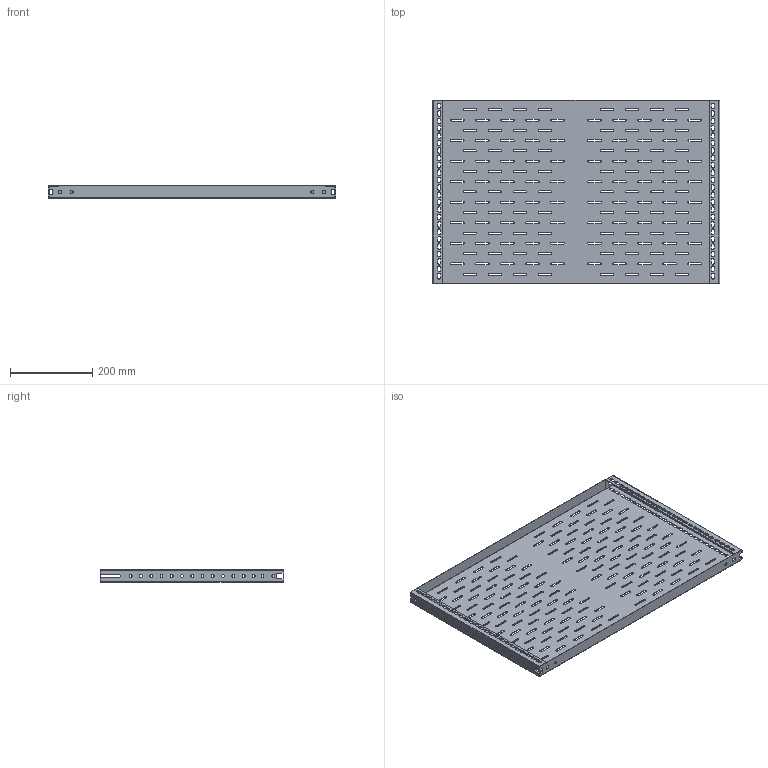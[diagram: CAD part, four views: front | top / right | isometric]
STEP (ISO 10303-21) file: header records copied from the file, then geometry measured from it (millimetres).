
FILE_DESCRIPTION (( 'STEP AP203' ), '1' );
FILE_NAME ('R5DOE8445.step', '2011-03-17T12:03:17', ( 'User' ), ( 'DKC' ), 'SwSTEP 2.0', 'SolidWorks 2011', '' );
FILE_SCHEMA (( 'CONFIG_CONTROL_DESIGN' ));
Products named in the file (1): R5DOE8445
Bounding box: 699 x 446.5 x 30 mm (x, y, z)
Volume: 541161.6 mm3; surface area: 748926.2 mm2
Topology: 1 solids, 1 shells, 1350 faces, 3982 edges, 2632 vertices
Faces by surface type: cylinder 734, plane 616
Entity records: 46631 total; most frequent: DIRECTION 8164, CARTESIAN_POINT 7965, ORIENTED_EDGE 7964, EDGE_CURVE 3982, AXIS2_PLACEMENT_3D 2831, VERTEX_POINT 2632, LINE 2502, VECTOR 2502
